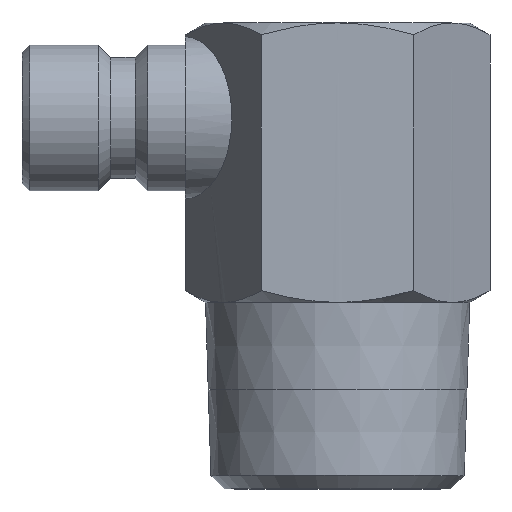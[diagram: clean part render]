
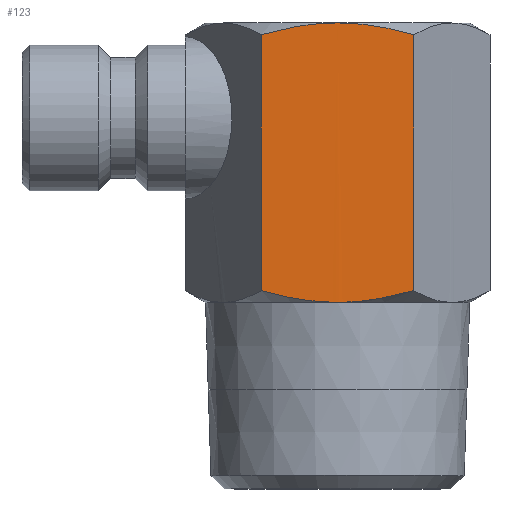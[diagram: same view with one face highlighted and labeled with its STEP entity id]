
A CAD part, top view. The second image highlights one B-rep face of the part: STEP entity #123.
In plain terms, the highlighted planar face has unit normal (0, 0, 1).
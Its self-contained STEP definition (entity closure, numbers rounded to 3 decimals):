
#123=ADVANCED_FACE('',(#273),#274,.T.);
#273=FACE_OUTER_BOUND('',#450,.T.);
#274=PLANE('',#451);
#450=EDGE_LOOP('',(#746,#747,#748,#749,#750,#751,#752));
#451=AXIS2_PLACEMENT_3D('',#753,#754,#755);
#746=ORIENTED_EDGE('',*,*,#1059,.F.);
#747=ORIENTED_EDGE('',*,*,#1124,.F.);
#748=ORIENTED_EDGE('',*,*,#1125,.T.);
#749=ORIENTED_EDGE('',*,*,#1095,.F.);
#750=ORIENTED_EDGE('',*,*,#1126,.F.);
#751=ORIENTED_EDGE('',*,*,#1073,.F.);
#752=ORIENTED_EDGE('',*,*,#1065,.F.);
#753=CARTESIAN_POINT('',(0.,11.0,8.5));
#754=DIRECTION('',(0.,0.0,1.0));
#755=DIRECTION('',(1.0,0.0,0.));
#1059=EDGE_CURVE('',#1266,#1268,#1269,.T.);
#1065=EDGE_CURVE('',#1268,#1277,#1278,.T.);
#1073=EDGE_CURVE('',#1277,#1287,#1288,.T.);
#1095=EDGE_CURVE('',#1324,#1325,#1326,.T.);
#1124=EDGE_CURVE('',#1363,#1266,#1364,.T.);
#1125=EDGE_CURVE('',#1363,#1325,#1365,.T.);
#1126=EDGE_CURVE('',#1287,#1324,#1366,.T.);
#1266=VERTEX_POINT('',#1584);
#1268=VERTEX_POINT('',#1586);
#1269=CIRCLE('',#1587,8.506);
#1277=VERTEX_POINT('',#1595);
#1278=(B_SPLINE_CURVE(2,(#1597,#1598,#1599,#1600,#1601),.UNSPECIFIED.,.F.,.F.)B_SPLINE_CURVE_WITH_KNOTS((3,2,3),(0.0,4.984,9.968),.UNSPECIFIED.)RATIONAL_B_SPLINE_CURVE((1.0,1.038,1.0,1.038,1.0))BOUNDED_CURVE()REPRESENTATION_ITEM('')GEOMETRIC_REPRESENTATION_ITEM()CURVE());
#1287=VERTEX_POINT('',#1649);
#1288=LINE('',#1650,#1651);
#1324=VERTEX_POINT('',#1773);
#1325=VERTEX_POINT('',#1774);
#1326=(B_SPLINE_CURVE(2,(#1776,#1777,#1778,#1779,#1780),.UNSPECIFIED.,.F.,.F.)B_SPLINE_CURVE_WITH_KNOTS((3,2,3),(0.0,4.984,9.968),.UNSPECIFIED.)RATIONAL_B_SPLINE_CURVE((1.0,1.038,1.0,1.038,1.0))BOUNDED_CURVE()REPRESENTATION_ITEM('')GEOMETRIC_REPRESENTATION_ITEM()CURVE());
#1363=VERTEX_POINT('',#1838);
#1364=(B_SPLINE_CURVE(2,(#1840,#1841,#1842,#1843,#1844),.UNSPECIFIED.,.F.,.F.)B_SPLINE_CURVE_WITH_KNOTS((3,2,3),(0.0,4.984,9.968),.UNSPECIFIED.)RATIONAL_B_SPLINE_CURVE((1.0,1.038,1.0,1.038,1.0))BOUNDED_CURVE()REPRESENTATION_ITEM('')GEOMETRIC_REPRESENTATION_ITEM()CURVE());
#1365=LINE('',#1851,#1852);
#1366=(B_SPLINE_CURVE(2,(#1854,#1855,#1856,#1857,#1858),.UNSPECIFIED.,.F.,.F.)B_SPLINE_CURVE_WITH_KNOTS((3,2,3),(0.0,4.984,9.968),.UNSPECIFIED.)RATIONAL_B_SPLINE_CURVE((1.0,1.038,1.0,1.038,1.0))BOUNDED_CURVE()REPRESENTATION_ITEM('')GEOMETRIC_REPRESENTATION_ITEM()CURVE());
#1584=CARTESIAN_POINT('',(0.319,12.007,8.5));
#1586=CARTESIAN_POINT('',(-0.319,12.007,8.5));
#1587=AXIS2_PLACEMENT_3D('',#2151,#2152,#2153);
#1595=CARTESIAN_POINT('',(-4.907,12.759,8.5));
#1597=CARTESIAN_POINT('',(4.913,12.761,8.5));
#1598=CARTESIAN_POINT('',(2.28,12.0,8.5));
#1599=CARTESIAN_POINT('',(0.,12.0,8.5));
#1600=CARTESIAN_POINT('',(-2.28,12.0,8.5));
#1601=CARTESIAN_POINT('',(-4.913,12.761,8.5));
#1649=CARTESIAN_POINT('',(-4.907,29.241,8.5));
#1650=CARTESIAN_POINT('',(-4.907,11.0,8.5));
#1651=VECTOR('',#2172,1.0);
#1773=CARTESIAN_POINT('',(0.,30.0,8.5));
#1774=CARTESIAN_POINT('',(4.907,29.241,8.5));
#1776=CARTESIAN_POINT('',(-4.913,29.239,8.5));
#1777=CARTESIAN_POINT('',(-2.28,30.0,8.5));
#1778=CARTESIAN_POINT('',(0.,30.0,8.5));
#1779=CARTESIAN_POINT('',(2.28,30.0,8.5));
#1780=CARTESIAN_POINT('',(4.913,29.239,8.5));
#1838=CARTESIAN_POINT('',(4.907,12.759,8.5));
#1840=CARTESIAN_POINT('',(4.913,12.761,8.5));
#1841=CARTESIAN_POINT('',(2.28,12.0,8.5));
#1842=CARTESIAN_POINT('',(0.,12.0,8.5));
#1843=CARTESIAN_POINT('',(-2.28,12.0,8.5));
#1844=CARTESIAN_POINT('',(-4.913,12.761,8.5));
#1851=CARTESIAN_POINT('',(4.907,11.0,8.5));
#1852=VECTOR('',#2252,1.0);
#1854=CARTESIAN_POINT('',(-4.913,29.239,8.5));
#1855=CARTESIAN_POINT('',(-2.28,30.0,8.5));
#1856=CARTESIAN_POINT('',(0.,30.0,8.5));
#1857=CARTESIAN_POINT('',(2.28,30.0,8.5));
#1858=CARTESIAN_POINT('',(4.913,29.239,8.5));
#2151=CARTESIAN_POINT('',(0.,12.01,0.0));
#2152=DIRECTION('',(0.,-1.0,0.0));
#2153=DIRECTION('',(1.0,0.,0.0));
#2172=DIRECTION('',(0.0,1.0,0.0));
#2252=DIRECTION('',(0.0,1.0,0.0));
